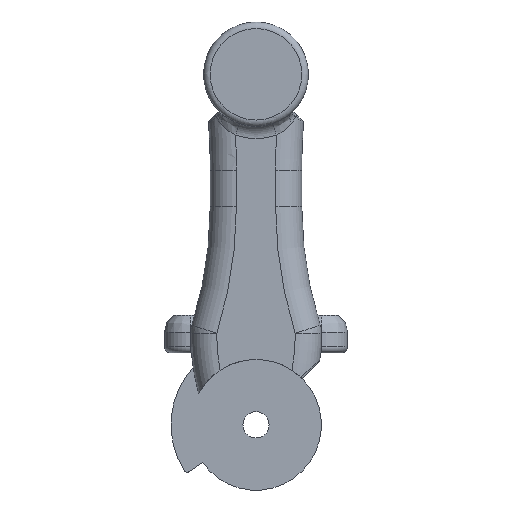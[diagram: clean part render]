
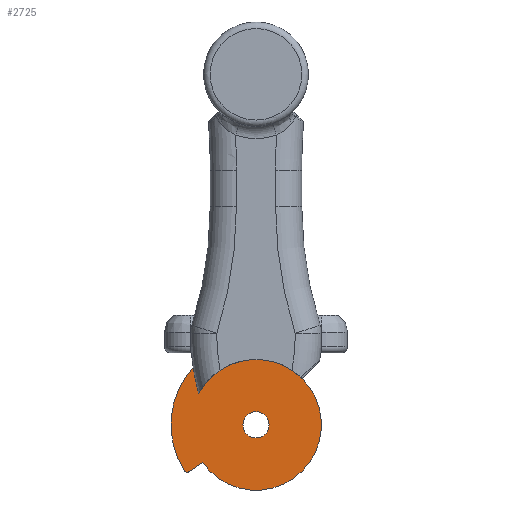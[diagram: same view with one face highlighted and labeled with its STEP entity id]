
A CAD part, left-side view. The second image highlights one B-rep face of the part: STEP entity #2725.
In plain terms, the highlighted planar face has unit normal (-1, 0, 0).
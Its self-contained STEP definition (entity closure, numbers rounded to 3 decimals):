
#22=FACE_BOUND('',#825,.T.);
#227=LINE('',#4653,#351);
#351=VECTOR('',#3237,10.);
#661=FACE_OUTER_BOUND('',#824,.T.);
#824=EDGE_LOOP('',(#2487,#2488,#2489,#2490,#2491,#2492));
#825=EDGE_LOOP('',(#2493));
#877=CIRCLE('',#2820,0.25);
#885=CIRCLE('',#2835,5.);
#986=CIRCLE('',#2994,6.5);
#989=CIRCLE('',#3001,5.);
#1003=CIRCLE('',#3035,17.548);
#1010=CIRCLE('',#3050,1.);
#1090=VERTEX_POINT('',#4643);
#1091=VERTEX_POINT('',#4645);
#1093=VERTEX_POINT('',#4651);
#1104=VERTEX_POINT('',#4753);
#1113=VERTEX_POINT('',#4795);
#1236=VERTEX_POINT('',#5941);
#1271=VERTEX_POINT('',#6194);
#1385=EDGE_CURVE('',#1090,#1091,#877,.T.);
#1389=EDGE_CURVE('',#1090,#1093,#227,.T.);
#1414=EDGE_CURVE('',#1104,#1113,#885,.T.);
#1616=EDGE_CURVE('',#1236,#1091,#986,.T.);
#1630=EDGE_CURVE('',#1093,#1104,#989,.T.);
#1674=EDGE_CURVE('',#1236,#1113,#1003,.T.);
#1684=EDGE_CURVE('',#1271,#1271,#1010,.T.);
#2487=ORIENTED_EDGE('',*,*,#1385,.F.);
#2488=ORIENTED_EDGE('',*,*,#1389,.T.);
#2489=ORIENTED_EDGE('',*,*,#1630,.T.);
#2490=ORIENTED_EDGE('',*,*,#1414,.T.);
#2491=ORIENTED_EDGE('',*,*,#1674,.F.);
#2492=ORIENTED_EDGE('',*,*,#1616,.T.);
#2493=ORIENTED_EDGE('',*,*,#1684,.T.);
#2571=PLANE('',#3049);
#2725=ADVANCED_FACE('',(#661,#22),#2571,.F.);
#2820=AXIS2_PLACEMENT_3D('',#4646,#3230,#3231);
#2835=AXIS2_PLACEMENT_3D('',#4797,#3272,#3273);
#2994=AXIS2_PLACEMENT_3D('',#5942,#3640,#3641);
#3001=AXIS2_PLACEMENT_3D('',#6017,#3656,#3657);
#3035=AXIS2_PLACEMENT_3D('',#6171,#3745,#3746);
#3049=AXIS2_PLACEMENT_3D('',#6193,#3776,#3777);
#3050=AXIS2_PLACEMENT_3D('',#6195,#3778,#3779);
#3230=DIRECTION('center_axis',(1.,0.,0.));
#3231=DIRECTION('ref_axis',(0.,0.193,-0.981));
#3237=DIRECTION('',(0.,-0.819,0.574));
#3272=DIRECTION('center_axis',(-1.,0.,0.));
#3273=DIRECTION('ref_axis',(0.,1.,0.));
#3640=DIRECTION('center_axis',(-1.,0.,0.));
#3641=DIRECTION('ref_axis',(0.,1.,0.));
#3656=DIRECTION('center_axis',(-1.,0.,0.));
#3657=DIRECTION('ref_axis',(0.,1.,0.));
#3745=DIRECTION('center_axis',(-1.,0.,0.));
#3746=DIRECTION('ref_axis',(0.,0.965,-0.262));
#3776=DIRECTION('center_axis',(1.,0.,0.));
#3777=DIRECTION('ref_axis',(0.,1.,0.));
#3778=DIRECTION('center_axis',(1.,0.,0.));
#3779=DIRECTION('ref_axis',(0.,1.,0.));
#4643=CARTESIAN_POINT('',(-3.75,5.116,-3.582));
#4645=CARTESIAN_POINT('',(-3.75,5.469,-3.512));
#4646=CARTESIAN_POINT('Origin',(-3.75,5.259,-3.377));
#4651=CARTESIAN_POINT('',(-3.75,4.096,-2.868));
#4653=CARTESIAN_POINT('',(-3.75,0.,0.));
#4753=CARTESIAN_POINT('',(-3.75,-3.536,3.536));
#4795=CARTESIAN_POINT('',(-3.75,4.386,2.4));
#4797=CARTESIAN_POINT('Origin',(-3.75,0.,0.));
#5941=CARTESIAN_POINT('',(-3.75,4.803,4.379));
#5942=CARTESIAN_POINT('Origin',(-3.75,0.,0.));
#6017=CARTESIAN_POINT('Origin',(-3.75,0.,0.));
#6171=CARTESIAN_POINT('Origin',(-3.75,-12.548,7.));
#6193=CARTESIAN_POINT('Origin',(-3.75,0.,0.));
#6194=CARTESIAN_POINT('',(-3.75,-1.,0.));
#6195=CARTESIAN_POINT('Origin',(-3.75,0.,0.));
